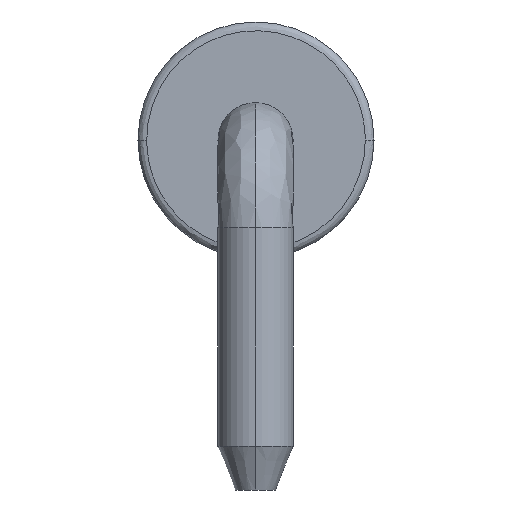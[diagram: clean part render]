
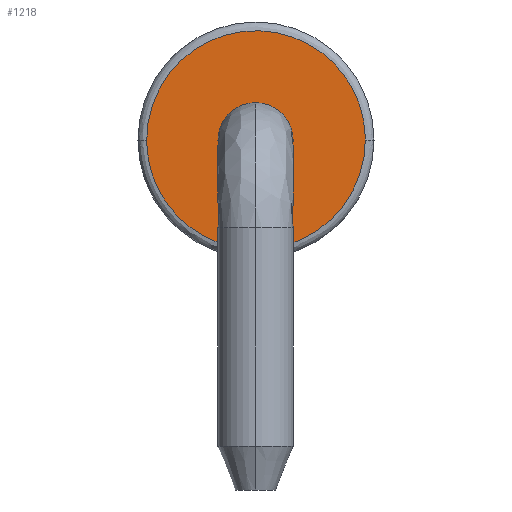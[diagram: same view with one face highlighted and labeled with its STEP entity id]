
A CAD part, left-side view. The second image highlights one B-rep face of the part: STEP entity #1218.
In plain terms, the highlighted planar face has unit normal (-1, 0, 0).
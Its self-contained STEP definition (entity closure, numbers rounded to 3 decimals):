
#35 = CARTESIAN_POINT ( 'NONE',  ( 1.9, 1.245, 3.978 ) ) ;
#83 = CARTESIAN_POINT ( 'NONE',  ( 1.9, 1.245, -1.022 ) ) ;
#307 = DIRECTION ( 'NONE',  ( -1., 0., 0. ) ) ;
#363 = CARTESIAN_POINT ( 'NONE',  ( 1.9, -1.255, 1.478 ) ) ;
#378 = EDGE_CURVE ( 'NONE', #1405, #1669, #1754, .T. ) ;
#473 = CARTESIAN_POINT ( 'NONE',  ( 1.9, 1.245, 1.478 ) ) ;
#572 = CARTESIAN_POINT ( 'NONE',  ( 1.9, -1.255, 1.478 ) ) ;
#581 = CARTESIAN_POINT ( 'NONE',  ( 1.9, -1.255, 3.978 ) ) ;
#672 = FACE_OUTER_BOUND ( 'NONE', #948, .T. ) ;
#729 = PLANE ( 'NONE',  #1256 ) ;
#775 = CARTESIAN_POINT ( 'NONE',  ( 1.9, 1.245, 1.478 ) ) ;
#948 = EDGE_LOOP ( 'NONE', ( #1545, #1148 ) ) ;
#1016 =( BOUNDED_CURVE ( )  B_SPLINE_CURVE ( 3, ( #1656, #1800, #83, #1094 ),
 .UNSPECIFIED., .F., .T. ) 
 B_SPLINE_CURVE_WITH_KNOTS ( ( 4, 4 ),
 ( 0.5, 1. ),
 .UNSPECIFIED. ) 
 CURVE ( )  GEOMETRIC_REPRESENTATION_ITEM ( )  RATIONAL_B_SPLINE_CURVE ( ( 1., 0.333, 0.333, 1. ) ) 
 REPRESENTATION_ITEM ( '' )  );
#1094 = CARTESIAN_POINT ( 'NONE',  ( 1.9, 1.245, 1.478 ) ) ;
#1148 = ORIENTED_EDGE ( 'NONE', *, *, #1492, .F. ) ;
#1157 = CARTESIAN_POINT ( 'NONE',  ( 1.9, 1.345, 1.478 ) ) ;
#1218 = ADVANCED_FACE ( 'NONE', ( #672 ), #729, .T. ) ;
#1256 = AXIS2_PLACEMENT_3D ( 'NONE', #1157, #307, #1287 ) ;
#1287 = DIRECTION ( 'NONE',  ( 0., 0., 1. ) ) ;
#1405 = VERTEX_POINT ( 'NONE', #775 ) ;
#1492 = EDGE_CURVE ( 'NONE', #1669, #1405, #1016, .T. ) ;
#1545 = ORIENTED_EDGE ( 'NONE', *, *, #378, .F. ) ;
#1656 = CARTESIAN_POINT ( 'NONE',  ( 1.9, -1.255, 1.478 ) ) ;
#1669 = VERTEX_POINT ( 'NONE', #572 ) ;
#1754 =( BOUNDED_CURVE ( )  B_SPLINE_CURVE ( 3, ( #473, #35, #581, #363 ),
 .UNSPECIFIED., .F., .T. ) 
 B_SPLINE_CURVE_WITH_KNOTS ( ( 4, 4 ),
 ( 0., 0.5 ),
 .UNSPECIFIED. ) 
 CURVE ( )  GEOMETRIC_REPRESENTATION_ITEM ( )  RATIONAL_B_SPLINE_CURVE ( ( 1., 0.333, 0.333, 1. ) ) 
 REPRESENTATION_ITEM ( '' )  );
#1800 = CARTESIAN_POINT ( 'NONE',  ( 1.9, -1.255, -1.022 ) ) ;
